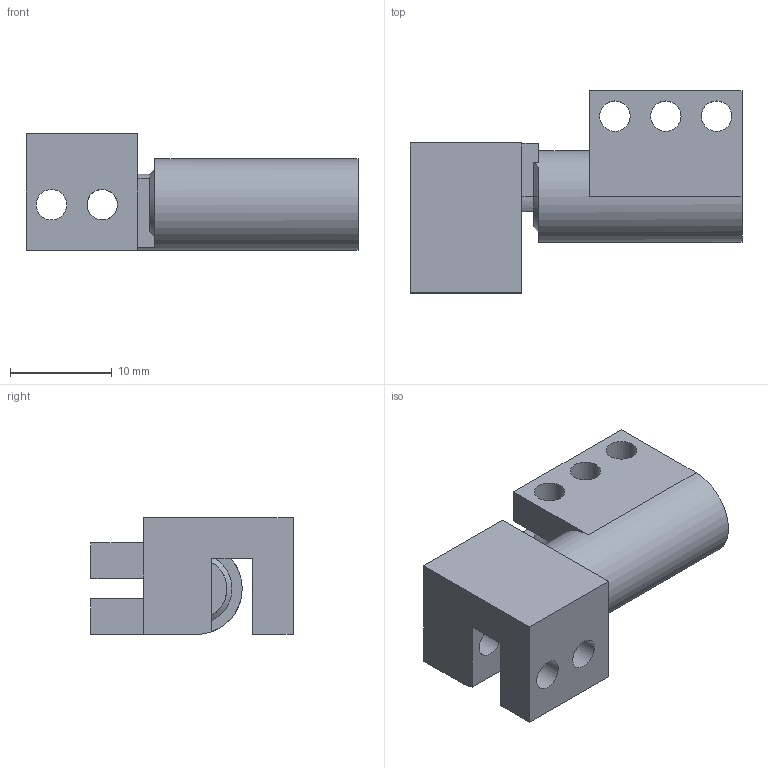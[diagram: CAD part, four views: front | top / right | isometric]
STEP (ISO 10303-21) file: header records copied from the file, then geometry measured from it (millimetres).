
FILE_DESCRIPTION(/* description */ (''),/* implementation_level */ '2;1');
FILE_NAME(/* name */ 'NemaLinkGripper.step',/* time_stamp */ '2025-09-09T17:28:21+01:00',/* author */ (''),/* organization */ (''),/* preprocessor_version */ 'ST-DEVELOPER v20.1',/* originating_system */ 'Autodesk Translation Framework v14.10.0.0',/* authorisation */ '');
FILE_SCHEMA (('AUTOMOTIVE_DESIGN { 1 0 10303 214 3 1 1 }'));
Length unit declared in the file: millimetre
Products named in the file (2): NemaLinkGripper; Component2
Assembly tree (1 placements, depth 2):
  NemaLinkGripper
    Component2
Bounding box: 32.67 x 19.9 x 11.5 mm (x, y, z)
Volume: 2897.2 mm3; surface area: 2769.5 mm2
Topology: 1 solids, 1 shells, 40 faces, 111 edges, 73 vertices
Faces by surface type: plane 26, cylinder 13, cone 1
Full cylindrical faces by diameter (mm): 3 x10, 5 x1
Entity records: 1386 total; most frequent: DIRECTION 232, CARTESIAN_POINT 229, ORIENTED_EDGE 222, EDGE_CURVE 111, AXIS2_PLACEMENT_3D 79, LINE 74, VECTOR 74, VERTEX_POINT 73
